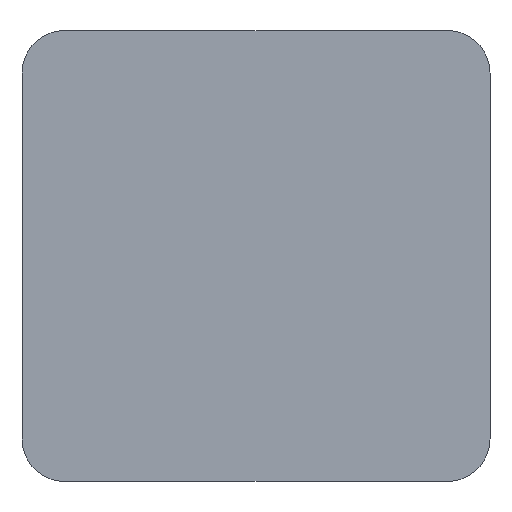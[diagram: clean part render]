
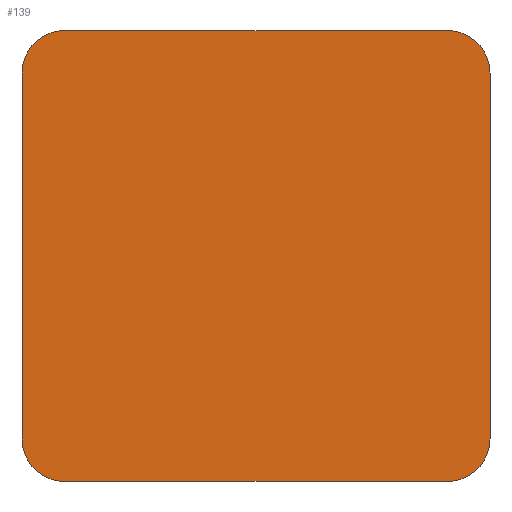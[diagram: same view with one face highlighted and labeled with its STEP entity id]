
A CAD part, front view. The second image highlights one B-rep face of the part: STEP entity #139.
In plain terms, the highlighted planar face has unit normal (0, -1, 0).
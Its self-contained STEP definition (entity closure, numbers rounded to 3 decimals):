
#2 = EDGE_CURVE ( 'NONE', #707, #241, #518, .T. ) ;
#3 = DIRECTION ( 'NONE',  ( 0., 0., -1. ) ) ;
#12 = EDGE_CURVE ( 'NONE', #631, #467, #752, .T. ) ;
#23 = ORIENTED_EDGE ( 'NONE', *, *, #12, .F. ) ;
#25 = VECTOR ( 'NONE', #287, 1000. ) ;
#70 = CARTESIAN_POINT ( 'NONE',  ( -2.75, -1.425, 2.15 ) ) ;
#71 = PLANE ( 'NONE',  #225 ) ;
#85 = CARTESIAN_POINT ( 'NONE',  ( -2.75, -1.425, -2.15 ) ) ;
#90 = VECTOR ( 'NONE', #734, 1000. ) ;
#93 = AXIS2_PLACEMENT_3D ( 'NONE', #713, #358, #419 ) ;
#100 = ORIENTED_EDGE ( 'NONE', *, *, #719, .F. ) ;
#113 = ORIENTED_EDGE ( 'NONE', *, *, #581, .F. ) ;
#120 = VECTOR ( 'NONE', #3, 1000. ) ;
#139 = ADVANCED_FACE ( 'NONE', ( #605 ), #71, .F. ) ;
#147 = CARTESIAN_POINT ( 'NONE',  ( 2.25, -1.425, 2.15 ) ) ;
#153 = CARTESIAN_POINT ( 'NONE',  ( -2.25, -1.425, 2.15 ) ) ;
#158 = CARTESIAN_POINT ( 'NONE',  ( -2.25, -1.425, 2.65 ) ) ;
#166 = CARTESIAN_POINT ( 'NONE',  ( -2.25, -1.425, -2.65 ) ) ;
#192 = AXIS2_PLACEMENT_3D ( 'NONE', #147, #443, #427 ) ;
#225 = AXIS2_PLACEMENT_3D ( 'NONE', #256, #481, #684 ) ;
#241 = VERTEX_POINT ( 'NONE', #451 ) ;
#245 = CARTESIAN_POINT ( 'NONE',  ( 2.75, -1.425, -2.15 ) ) ;
#256 = CARTESIAN_POINT ( 'NONE',  ( -2.25, -1.425, 2.15 ) ) ;
#272 = DIRECTION ( 'NONE',  ( 0., 0., 1. ) ) ;
#281 = DIRECTION ( 'NONE',  ( 0., 1., 0. ) ) ;
#286 = CIRCLE ( 'NONE', #731, 0.5 ) ;
#287 = DIRECTION ( 'NONE',  ( -1., 0., 0. ) ) ;
#327 = VECTOR ( 'NONE', #691, 1000. ) ;
#344 = ORIENTED_EDGE ( 'NONE', *, *, #539, .F. ) ;
#349 = CARTESIAN_POINT ( 'NONE',  ( -2.25, -1.425, 2.65 ) ) ;
#353 = DIRECTION ( 'NONE',  ( 0., 0., -1. ) ) ;
#358 = DIRECTION ( 'NONE',  ( 0., 1., 0. ) ) ;
#377 = VERTEX_POINT ( 'NONE', #245 ) ;
#385 = ORIENTED_EDGE ( 'NONE', *, *, #421, .F. ) ;
#389 = VERTEX_POINT ( 'NONE', #538 ) ;
#399 = ORIENTED_EDGE ( 'NONE', *, *, #2, .F. ) ;
#408 = ORIENTED_EDGE ( 'NONE', *, *, #695, .F. ) ;
#419 = DIRECTION ( 'NONE',  ( 0., 0., 1. ) ) ;
#421 = EDGE_CURVE ( 'NONE', #557, #495, #560, .T. ) ;
#427 = DIRECTION ( 'NONE',  ( 0., 0., 1. ) ) ;
#440 = CARTESIAN_POINT ( 'NONE',  ( 2.25, -1.425, 2.65 ) ) ;
#443 = DIRECTION ( 'NONE',  ( 0., 1., 0. ) ) ;
#451 = CARTESIAN_POINT ( 'NONE',  ( -2.25, -1.425, -2.65 ) ) ;
#467 = VERTEX_POINT ( 'NONE', #440 ) ;
#481 = DIRECTION ( 'NONE',  ( 0., 1., 0. ) ) ;
#493 = DIRECTION ( 'NONE',  ( 0., 1., 0. ) ) ;
#495 = VERTEX_POINT ( 'NONE', #70 ) ;
#498 = CARTESIAN_POINT ( 'NONE',  ( -2.75, -1.425, -2.15 ) ) ;
#518 = LINE ( 'NONE', #166, #25 ) ;
#537 = LINE ( 'NONE', #542, #120 ) ;
#538 = CARTESIAN_POINT ( 'NONE',  ( 2.75, -1.425, 2.15 ) ) ;
#539 = EDGE_CURVE ( 'NONE', #495, #631, #286, .T. ) ;
#542 = CARTESIAN_POINT ( 'NONE',  ( 2.75, -1.425, -2.15 ) ) ;
#557 = VERTEX_POINT ( 'NONE', #85 ) ;
#560 = LINE ( 'NONE', #498, #90 ) ;
#569 = ORIENTED_EDGE ( 'NONE', *, *, #626, .F. ) ;
#581 = EDGE_CURVE ( 'NONE', #467, #389, #709, .T. ) ;
#589 = CARTESIAN_POINT ( 'NONE',  ( 2.25, -1.425, -2.65 ) ) ;
#597 = AXIS2_PLACEMENT_3D ( 'NONE', #700, #281, #353 ) ;
#605 = FACE_OUTER_BOUND ( 'NONE', #640, .T. ) ;
#626 = EDGE_CURVE ( 'NONE', #377, #707, #657, .T. ) ;
#631 = VERTEX_POINT ( 'NONE', #158 ) ;
#640 = EDGE_LOOP ( 'NONE', ( #344, #385, #408, #399, #569, #100, #113, #23 ) ) ;
#657 = CIRCLE ( 'NONE', #597, 0.5 ) ;
#684 = DIRECTION ( 'NONE',  ( 0., 0., 1. ) ) ;
#691 = DIRECTION ( 'NONE',  ( 1., 0., 0. ) ) ;
#695 = EDGE_CURVE ( 'NONE', #241, #557, #760, .T. ) ;
#700 = CARTESIAN_POINT ( 'NONE',  ( 2.25, -1.425, -2.15 ) ) ;
#707 = VERTEX_POINT ( 'NONE', #589 ) ;
#709 = CIRCLE ( 'NONE', #192, 0.5 ) ;
#713 = CARTESIAN_POINT ( 'NONE',  ( -2.25, -1.425, -2.15 ) ) ;
#719 = EDGE_CURVE ( 'NONE', #389, #377, #537, .T. ) ;
#731 = AXIS2_PLACEMENT_3D ( 'NONE', #153, #493, #272 ) ;
#734 = DIRECTION ( 'NONE',  ( 0., 0., 1. ) ) ;
#752 = LINE ( 'NONE', #349, #327 ) ;
#760 = CIRCLE ( 'NONE', #93, 0.5 ) ;
